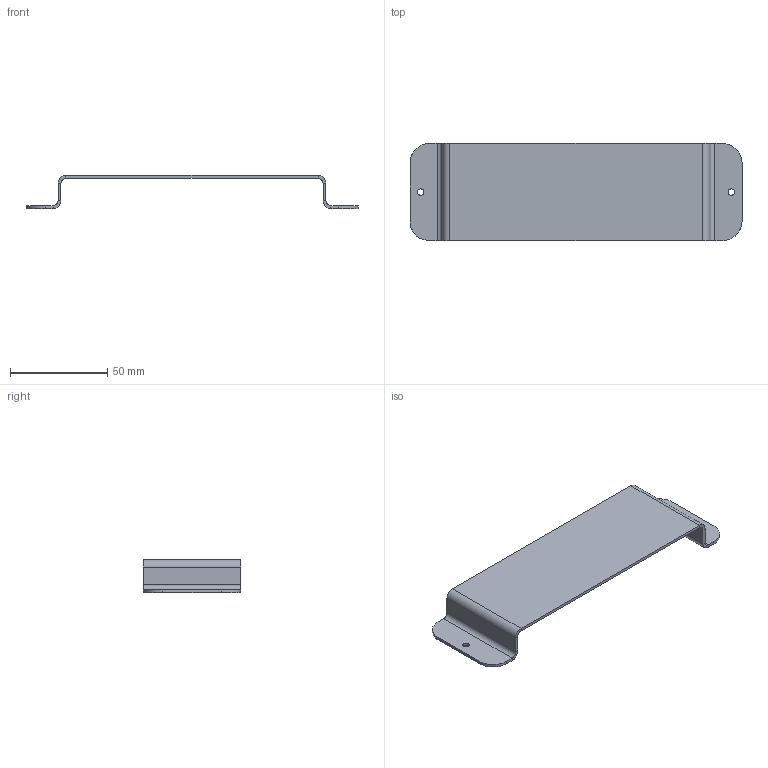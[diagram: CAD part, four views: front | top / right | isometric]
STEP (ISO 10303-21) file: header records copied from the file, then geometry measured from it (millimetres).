
FILE_DESCRIPTION(('CATIA V5 STEP Exchange','CAx-IF Rec.Pracs.--- Model Styling and Organization---1.4--- 2014-01-23'),'2;1');
FILE_NAME ('1346001-6_1_8000075816_8000075816 TPSDHA KEB 130X50 S3D.stp','2021-06-21T12:07:29+00:00',('none'),('Weidmueller'),'CATIA Version 5-6 Release 2016 SP3 HF44','CATIA V5 STEP AP214','none');
FILE_SCHEMA(('AUTOMOTIVE_DESIGN { 1 0 10303 214 1 1 1 1 }'));
Length unit declared in the file: millimetre
Products named in the file (1): 8000075816 TPSDHA KEB 130X50 S3D
Bounding box: 171 x 50 x 17 mm (x, y, z)
Volume: 14577.1 mm3; surface area: 20180.8 mm2
Topology: 1 solids, 1 shells, 50 faces, 112 edges, 64 vertices
Faces by surface type: plane 30, cylinder 20
Entity records: 1371 total; most frequent: CARTESIAN_POINT 262, ORIENTED_EDGE 224, DIRECTION 205, EDGE_CURVE 112, AXIS2_PLACEMENT_3D 84, VECTOR 72, LINE 72, VERTEX_POINT 64
